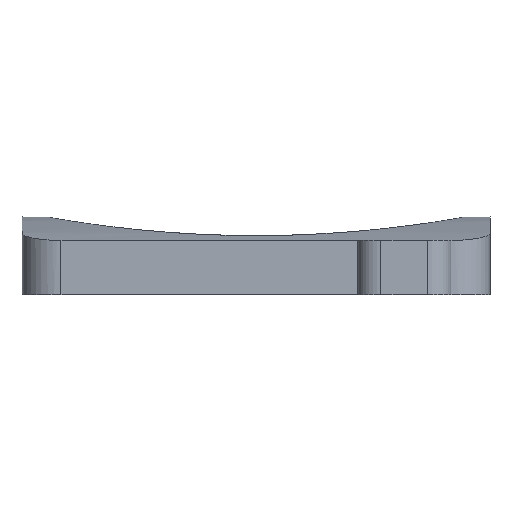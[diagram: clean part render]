
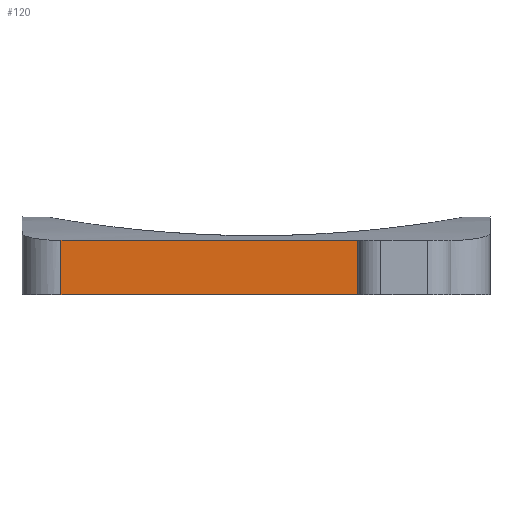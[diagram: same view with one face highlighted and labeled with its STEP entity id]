
A CAD part, left-side view. The second image highlights one B-rep face of the part: STEP entity #120.
In plain terms, the highlighted planar face has unit normal (-1, 0, 0).
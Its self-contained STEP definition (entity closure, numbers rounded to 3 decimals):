
#120=ADVANCED_FACE('',(#343),#345,.T.);
#343=FACE_BOUND('',#344,.T.);
#344=EDGE_LOOP('',(#526,#527,#528,#529));
#345=PLANE('',#346);
#346=AXIS2_PLACEMENT_3D('',#347,#348,#349);
#347=CARTESIAN_POINT('',(-30.,30.,0.));
#348=DIRECTION('',(-1.,0.,0.));
#349=DIRECTION('',(0.,-1.,0.));
#526=ORIENTED_EDGE('',*,*,#640,.F.);
#527=ORIENTED_EDGE('',*,*,#604,.T.);
#528=ORIENTED_EDGE('',*,*,#641,.T.);
#529=ORIENTED_EDGE('',*,*,#593,.F.);
#593=EDGE_CURVE('',#656,#659,#660,.F.);
#604=EDGE_CURVE('',#681,#679,#682,.T.);
#640=EDGE_CURVE('',#681,#656,#744,.T.);
#641=EDGE_CURVE('',#679,#659,#745,.T.);
#656=VERTEX_POINT('',#837);
#659=VERTEX_POINT('',#885);
#660=LINE('',#886,#887);
#679=VERTEX_POINT('',#1057);
#681=VERTEX_POINT('',#1061);
#682=LINE('',#1062,#1063);
#744=LINE('',#1211,#1212);
#745=LINE('',#1214,#1215);
#837=CARTESIAN_POINT('',(-30.,25.,7.));
#885=CARTESIAN_POINT('',(-30.,-13.,7.));
#886=CARTESIAN_POINT('',(-30.,-13.,7.));
#887=VECTOR('',#888,1.);
#888=DIRECTION('',(0.,1.,0.));
#1057=CARTESIAN_POINT('',(-30.,-13.,0.));
#1061=CARTESIAN_POINT('',(-30.,25.,0.));
#1062=CARTESIAN_POINT('',(-30.,25.,0.));
#1063=VECTOR('',#1064,1.);
#1064=DIRECTION('',(0.,-1.,0.));
#1211=CARTESIAN_POINT('',(-30.,25.,0.));
#1212=VECTOR('',#1213,1.);
#1213=DIRECTION('',(0.,0.,1.));
#1214=CARTESIAN_POINT('',(-30.,-13.,0.));
#1215=VECTOR('',#1216,1.);
#1216=DIRECTION('',(0.,0.,1.));
